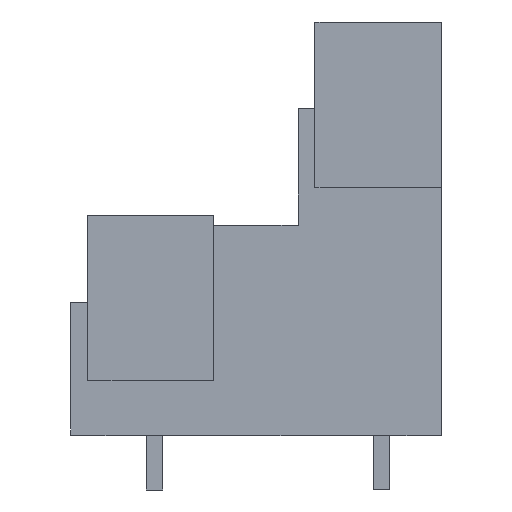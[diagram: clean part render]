
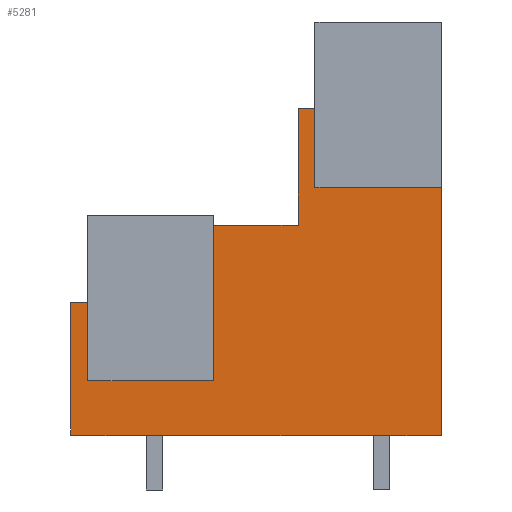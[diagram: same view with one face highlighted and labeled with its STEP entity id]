
A CAD part, left-side view. The second image highlights one B-rep face of the part: STEP entity #5281.
In plain terms, the highlighted planar face has unit normal (-1, 0, 0).
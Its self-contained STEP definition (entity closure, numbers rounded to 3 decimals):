
#5166=AXIS2_PLACEMENT_3D('Plane Axis2P3D',#5163,#5164,#5165) ;
#4251=CARTESIAN_POINT('Vertex',(0.7,7.5,22.6)) ;
#4254=CARTESIAN_POINT('Line Origine',(0.7,7.5,20.275)) ;
#4258=CARTESIAN_POINT('Vertex',(0.7,7.5,17.95)) ;
#4498=CARTESIAN_POINT('Vertex',(0.7,0.,17.95)) ;
#4501=CARTESIAN_POINT('Line Origine',(0.7,0.,10.575)) ;
#4505=CARTESIAN_POINT('Vertex',(0.7,0.,3.2)) ;
#5147=CARTESIAN_POINT('Vertex',(0.7,8.5,22.6)) ;
#5150=CARTESIAN_POINT('Line Origine',(0.7,8.,22.6)) ;
#5163=CARTESIAN_POINT('Axis2P3D Location',(0.7,0.,3.6)) ;
#5168=CARTESIAN_POINT('Line Origine',(0.7,17.,3.2)) ;
#5172=CARTESIAN_POINT('Vertex',(0.7,15.,3.2)) ;
#5174=CARTESIAN_POINT('Vertex',(0.7,19.,3.2)) ;
#5177=CARTESIAN_POINT('Line Origine',(0.7,10.5,3.2)) ;
#5181=CARTESIAN_POINT('Vertex',(0.7,6.,3.2)) ;
#5184=CARTESIAN_POINT('Line Origine',(0.7,4.5,3.2)) ;
#5188=CARTESIAN_POINT('Vertex',(0.7,3.,3.2)) ;
#5191=CARTESIAN_POINT('Line Origine',(0.7,1.5,3.2)) ;
#5196=CARTESIAN_POINT('Line Origine',(0.7,3.75,17.95)) ;
#5201=CARTESIAN_POINT('Line Origine',(0.7,8.5,19.15)) ;
#5205=CARTESIAN_POINT('Vertex',(0.7,8.5,15.7)) ;
#5208=CARTESIAN_POINT('Line Origine',(0.7,11.013,15.7)) ;
#5212=CARTESIAN_POINT('Vertex',(0.7,13.525,15.7)) ;
#5215=CARTESIAN_POINT('Line Origine',(0.7,13.525,11.075)) ;
#5219=CARTESIAN_POINT('Vertex',(0.7,13.525,6.45)) ;
#5222=CARTESIAN_POINT('Line Origine',(0.7,17.25,6.45)) ;
#5226=CARTESIAN_POINT('Vertex',(0.7,20.975,6.45)) ;
#5229=CARTESIAN_POINT('Line Origine',(0.7,20.975,8.775)) ;
#5233=CARTESIAN_POINT('Vertex',(0.7,20.975,11.1)) ;
#5236=CARTESIAN_POINT('Line Origine',(0.7,21.487,11.1)) ;
#5240=CARTESIAN_POINT('Vertex',(0.7,22.,11.1)) ;
#5243=CARTESIAN_POINT('Line Origine',(0.7,22.,7.35)) ;
#5247=CARTESIAN_POINT('Vertex',(0.7,22.,3.6)) ;
#5250=CARTESIAN_POINT('Line Origine',(0.7,22.,3.4)) ;
#5254=CARTESIAN_POINT('Vertex',(0.7,22.,3.2)) ;
#5257=CARTESIAN_POINT('Line Origine',(0.7,20.5,3.2)) ;
#4255=DIRECTION('Vector Direction',(0.,0.,-1.)) ;
#4502=DIRECTION('Vector Direction',(0.,0.,1.)) ;
#5151=DIRECTION('Vector Direction',(0.,1.,0.)) ;
#5164=DIRECTION('Axis2P3D Direction',(-1.,0.,0.)) ;
#5165=DIRECTION('Axis2P3D XDirection',(0.,0.,-1.)) ;
#5169=DIRECTION('Vector Direction',(0.,-1.,0.)) ;
#5178=DIRECTION('Vector Direction',(0.,-1.,0.)) ;
#5185=DIRECTION('Vector Direction',(0.,-1.,0.)) ;
#5192=DIRECTION('Vector Direction',(0.,-1.,0.)) ;
#5197=DIRECTION('Vector Direction',(0.,-1.,0.)) ;
#5202=DIRECTION('Vector Direction',(0.,0.,-1.)) ;
#5209=DIRECTION('Vector Direction',(0.,1.,0.)) ;
#5216=DIRECTION('Vector Direction',(0.,0.,-1.)) ;
#5223=DIRECTION('Vector Direction',(0.,-1.,0.)) ;
#5230=DIRECTION('Vector Direction',(0.,0.,-1.)) ;
#5237=DIRECTION('Vector Direction',(0.,1.,0.)) ;
#5244=DIRECTION('Vector Direction',(0.,0.,1.)) ;
#5251=DIRECTION('Vector Direction',(0.,0.,-1.)) ;
#5258=DIRECTION('Vector Direction',(0.,-1.,0.)) ;
#4256=VECTOR('Line Direction',#4255,1.) ;
#4503=VECTOR('Line Direction',#4502,1.) ;
#5152=VECTOR('Line Direction',#5151,1.) ;
#5170=VECTOR('Line Direction',#5169,1.) ;
#5179=VECTOR('Line Direction',#5178,1.) ;
#5186=VECTOR('Line Direction',#5185,1.) ;
#5193=VECTOR('Line Direction',#5192,1.) ;
#5198=VECTOR('Line Direction',#5197,1.) ;
#5203=VECTOR('Line Direction',#5202,1.) ;
#5210=VECTOR('Line Direction',#5209,1.) ;
#5217=VECTOR('Line Direction',#5216,1.) ;
#5224=VECTOR('Line Direction',#5223,1.) ;
#5231=VECTOR('Line Direction',#5230,1.) ;
#5238=VECTOR('Line Direction',#5237,1.) ;
#5245=VECTOR('Line Direction',#5244,1.) ;
#5252=VECTOR('Line Direction',#5251,1.) ;
#5259=VECTOR('Line Direction',#5258,1.) ;
#5263=ORIENTED_EDGE('',*,*,#5176,.F.) ;
#5264=ORIENTED_EDGE('',*,*,#5183,.T.) ;
#5265=ORIENTED_EDGE('',*,*,#5190,.F.) ;
#5266=ORIENTED_EDGE('',*,*,#5195,.T.) ;
#5267=ORIENTED_EDGE('',*,*,#4507,.T.) ;
#5268=ORIENTED_EDGE('',*,*,#5200,.F.) ;
#5269=ORIENTED_EDGE('',*,*,#4260,.F.) ;
#5270=ORIENTED_EDGE('',*,*,#5154,.T.) ;
#5271=ORIENTED_EDGE('',*,*,#5207,.T.) ;
#5272=ORIENTED_EDGE('',*,*,#5214,.T.) ;
#5273=ORIENTED_EDGE('',*,*,#5221,.T.) ;
#5274=ORIENTED_EDGE('',*,*,#5228,.F.) ;
#5275=ORIENTED_EDGE('',*,*,#5235,.F.) ;
#5276=ORIENTED_EDGE('',*,*,#5242,.T.) ;
#5277=ORIENTED_EDGE('',*,*,#5249,.F.) ;
#5278=ORIENTED_EDGE('',*,*,#5256,.F.) ;
#5279=ORIENTED_EDGE('',*,*,#5261,.T.) ;
#5281=ADVANCED_FACE('Model',(#5280),#5167,.T.) ;
#4260=EDGE_CURVE('',#4252,#4259,#4257,.T.) ;
#4507=EDGE_CURVE('',#4506,#4499,#4504,.T.) ;
#5154=EDGE_CURVE('',#4252,#5148,#5153,.T.) ;
#5176=EDGE_CURVE('',#5173,#5175,#5171,.F.) ;
#5183=EDGE_CURVE('',#5173,#5182,#5180,.T.) ;
#5190=EDGE_CURVE('',#5189,#5182,#5187,.F.) ;
#5195=EDGE_CURVE('',#5189,#4506,#5194,.T.) ;
#5200=EDGE_CURVE('',#4259,#4499,#5199,.T.) ;
#5207=EDGE_CURVE('',#5148,#5206,#5204,.T.) ;
#5214=EDGE_CURVE('',#5206,#5213,#5211,.T.) ;
#5221=EDGE_CURVE('',#5213,#5220,#5218,.T.) ;
#5228=EDGE_CURVE('',#5227,#5220,#5225,.T.) ;
#5235=EDGE_CURVE('',#5234,#5227,#5232,.T.) ;
#5242=EDGE_CURVE('',#5234,#5241,#5239,.T.) ;
#5249=EDGE_CURVE('',#5248,#5241,#5246,.T.) ;
#5256=EDGE_CURVE('',#5255,#5248,#5253,.F.) ;
#5261=EDGE_CURVE('',#5255,#5175,#5260,.T.) ;
#5262=EDGE_LOOP('',(#5263,#5264,#5265,#5266,#5267,#5268,#5269,#5270,#5271,#5272,#5273,#5274,#5275,#5276,#5277,#5278,#5279)) ;
#5280=FACE_OUTER_BOUND('',#5262,.T.) ;
#4257=LINE('Line',#4254,#4256) ;
#4504=LINE('Line',#4501,#4503) ;
#5153=LINE('Line',#5150,#5152) ;
#5171=LINE('Line',#5168,#5170) ;
#5180=LINE('Line',#5177,#5179) ;
#5187=LINE('Line',#5184,#5186) ;
#5194=LINE('Line',#5191,#5193) ;
#5199=LINE('Line',#5196,#5198) ;
#5204=LINE('Line',#5201,#5203) ;
#5211=LINE('Line',#5208,#5210) ;
#5218=LINE('Line',#5215,#5217) ;
#5225=LINE('Line',#5222,#5224) ;
#5232=LINE('Line',#5229,#5231) ;
#5239=LINE('Line',#5236,#5238) ;
#5246=LINE('Line',#5243,#5245) ;
#5253=LINE('Line',#5250,#5252) ;
#5260=LINE('Line',#5257,#5259) ;
#5167=PLANE('',#5166) ;
#4252=VERTEX_POINT('',#4251) ;
#4259=VERTEX_POINT('',#4258) ;
#4499=VERTEX_POINT('',#4498) ;
#4506=VERTEX_POINT('',#4505) ;
#5148=VERTEX_POINT('',#5147) ;
#5173=VERTEX_POINT('',#5172) ;
#5175=VERTEX_POINT('',#5174) ;
#5182=VERTEX_POINT('',#5181) ;
#5189=VERTEX_POINT('',#5188) ;
#5206=VERTEX_POINT('',#5205) ;
#5213=VERTEX_POINT('',#5212) ;
#5220=VERTEX_POINT('',#5219) ;
#5227=VERTEX_POINT('',#5226) ;
#5234=VERTEX_POINT('',#5233) ;
#5241=VERTEX_POINT('',#5240) ;
#5248=VERTEX_POINT('',#5247) ;
#5255=VERTEX_POINT('',#5254) ;
